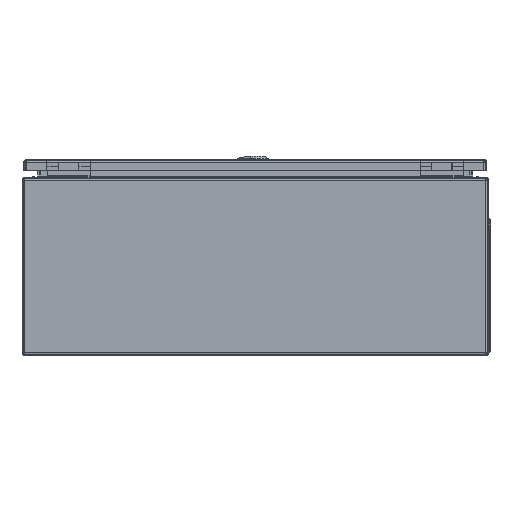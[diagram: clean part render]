
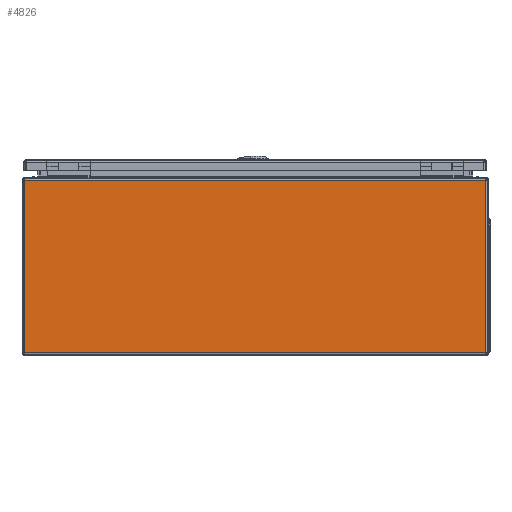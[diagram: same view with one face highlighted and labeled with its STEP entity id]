
A CAD part, left-side view. The second image highlights one B-rep face of the part: STEP entity #4826.
In plain terms, the highlighted planar face has unit normal (-1, 0, 0).
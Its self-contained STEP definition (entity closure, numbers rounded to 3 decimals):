
#4826=ADVANCED_FACE('',(#6234),#5825,.T.);
#5825=PLANE('',#19928);
#6234=FACE_OUTER_BOUND('',#7076,.T.);
#7076=EDGE_LOOP('',(#8667,#8668,#8669,#8670));
#8667=ORIENTED_EDGE('',*,*,#15212,.T.);
#8668=ORIENTED_EDGE('',*,*,#15213,.T.);
#8669=ORIENTED_EDGE('',*,*,#15214,.T.);
#8670=ORIENTED_EDGE('',*,*,#15215,.T.);
#13537=VERTEX_POINT('',#27129);
#13538=VERTEX_POINT('',#27130);
#13539=VERTEX_POINT('',#27132);
#13540=VERTEX_POINT('',#27134);
#15212=EDGE_CURVE('',#13537,#13538,#17600,.T.);
#15213=EDGE_CURVE('',#13538,#13539,#17601,.T.);
#15214=EDGE_CURVE('',#13539,#13540,#17602,.T.);
#15215=EDGE_CURVE('',#13540,#13537,#17603,.T.);
#17600=LINE('',#27128,#18766);
#17601=LINE('',#27131,#18767);
#17602=LINE('',#27133,#18768);
#17603=LINE('',#27135,#18769);
#18766=VECTOR('',#22045,1.);
#18767=VECTOR('',#22046,1.);
#18768=VECTOR('',#22047,1.);
#18769=VECTOR('',#22048,1.);
#19928=AXIS2_PLACEMENT_3D('',#27136,#22049,#22050);
#22045=DIRECTION('',(0.,1.,0.));
#22046=DIRECTION('',(0.,0.,-1.));
#22047=DIRECTION('',(0.,-1.,0.));
#22048=DIRECTION('',(0.,0.,1.));
#22049=DIRECTION('',(-1.,0.,0.));
#22050=DIRECTION('',(0.,0.,1.));
#27128=CARTESIAN_POINT('',(-600.,300.,225.5));
#27129=CARTESIAN_POINT('',(-600.,-296.5,225.5));
#27130=CARTESIAN_POINT('',(-600.,296.5,225.5));
#27131=CARTESIAN_POINT('',(-600.,296.5,229.));
#27132=CARTESIAN_POINT('',(-600.,296.5,3.5));
#27133=CARTESIAN_POINT('',(-600.,-300.,3.5));
#27134=CARTESIAN_POINT('',(-600.,-296.5,3.5));
#27135=CARTESIAN_POINT('',(-600.,-296.5,229.));
#27136=CARTESIAN_POINT('',(-600.,-300.,229.));
